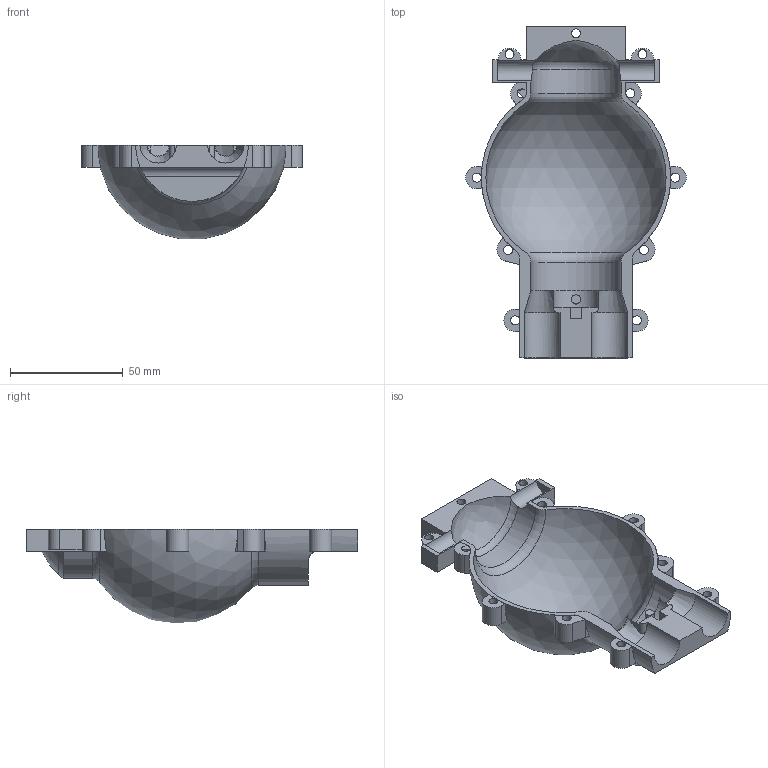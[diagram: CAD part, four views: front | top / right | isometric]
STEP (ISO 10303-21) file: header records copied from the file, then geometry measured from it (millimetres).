
FILE_DESCRIPTION(/* description */ (''),/* implementation_level */ '2;1');
FILE_NAME(/* name */ 'KALIPP.step',/* time_stamp */ '2022-05-17T00:35:39+03:00',/* author */ (''),/* organization */ (''),/* preprocessor_version */ 'ST-DEVELOPER v18.1',/* originating_system */ 'Autodesk Translation Framework v10.14.0.1471',/* authorisation */ '');
FILE_SCHEMA (('AUTOMOTIVE_DESIGN { 1 0 10303 214 3 1 1 }'));
Length unit declared in the file: millimetre
Products named in the file (1): Kalıp
Bounding box: 98 x 147.32 x 41.66 mm (x, y, z)
Volume: 49720.5 mm3; surface area: 35512.6 mm2
Topology: 1 solids, 1 shells, 127 faces, 360 edges, 237 vertices
Faces by surface type: plane 75, cylinder 34, torus 11, cone 3, sphere 2, bspline 2
Full cylindrical faces by diameter (mm): 4 x11, 4.1 x1
Entity records: 4447 total; most frequent: CARTESIAN_POINT 1045, ORIENTED_EDGE 710, DIRECTION 699, EDGE_CURVE 355, AXIS2_PLACEMENT_3D 251, VERTEX_POINT 235, LINE 197, VECTOR 197
